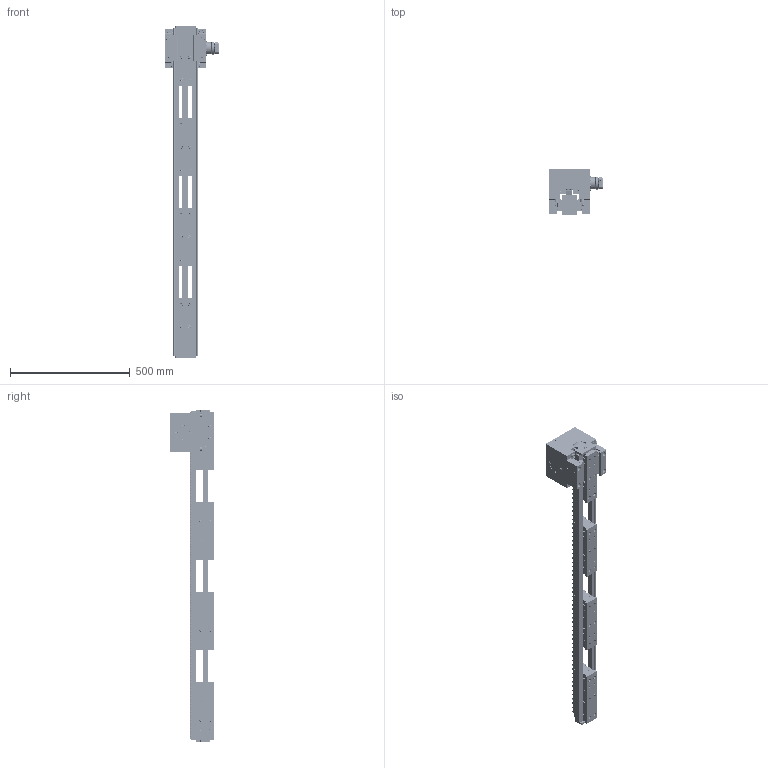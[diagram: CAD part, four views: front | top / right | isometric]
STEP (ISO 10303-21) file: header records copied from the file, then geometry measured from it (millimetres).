
FILE_DESCRIPTION (( 'STEP AP203' ), '1' );
FILE_NAME ('FANGO2504P1F2-06PL010-1360RRGX.STEP', '2022-10-24T12:58:22', ( '' ), ( '' ), 'SwSTEP 2.0', 'SolidWorks 2021', '' );
FILE_SCHEMA (( 'CONFIG_CONTROL_DESIGN' ));
Length unit declared in the file: millimetre
Products named in the file (36): R343706101_Z.stp-1; KWD_025_SLS_CS__PSF_1360; FTS2560.0101; FTS2504.7602; FHCS-M4x0.7 x 12_91294A192; FTS2504.1020; SHCS-M8x1.25 x 45_91290A211; FHCS-M6x1.0 x 20_91294A240; SHCS-M10x1.5 x 60_91290A536; SHCS-M5x0.8 x 16_91290A232; DWL PIN-M10 x 30_91585A889; FTS2504.0200; FTS2504.1010; FTS2560.0100B; FTS2504.7600_Default<As Machined>; KWD_025_SLS_CS_C2_N_SS_0_01_S1_SL_BX_LS (1).stp; 2504.1253; FTS2560-0100A; FANGO2504P1F2-06PL010-1360RRGX; R200120102_Z.stp-1; GAM_PINION_PHGH-20-26-B31-06; SHCS-M4x0.7 x 10_91290A144; SHCS-M6x1.0 x 30_M6X1.0 x 30; RAIL2504M2BB-1360RR; SHCS-M10x1.5 x 35_M10x1.5 x 35; FTS2504.0201; SHCS-M8x1.25_M8x1.25 x 30; APEXDYNA_GEARBOX_AD064-010; SHCS-LOW PROFILE-M5x0.8 x 12mm_93070A123; FTS2560.0000; R341700802_Z.stp-1; R201220131.stp-1; FTS2560.0125; SHCS-M5x0.8 x 25_91290A252; HALO2504P1BB-06PL010RRGX; FTS2504.0202
Assembly tree (237 placements, depth 4):
  FANGO2504P1F2-06PL010-1360RRGX
    HALO2504P1BB-06PL010RRGX
      FTS2504.0200
      FTS2504.0201  x2
      FTS2504.0202  x2
      FTS2504.1020  x2
      FTS2504.1010
      FTS2504.7602
      FTS2504.7600_Default<As Machined>  x2
      KWD_025_SLS_CS_C2_N_SS_0_01_S1_SL_BX_LS (1).stp  x2
        R201220131.stp-1
        R200120102_Z.stp-1
        R341700802_Z.stp-1
        R343706101_Z.stp-1
      GAM_PINION_PHGH-20-26-B31-06
      APEXDYNA_GEARBOX_AD064-010
      SHCS-M6x1.0 x 30_M6X1.0 x 30  x8
      SHCS-M10x1.5 x 35_M10x1.5 x 35  x4
      SHCS-M10x1.5 x 60_91290A536  x4
      DWL PIN-M10 x 30_91585A889  x4
      FHCS-M4x0.7 x 12_91294A192  x22
      SHCS-M4x0.7 x 10_91290A144  x8
      SHCS-M5x0.8 x 16_91290A232  x4
      SHCS-M5x0.8 x 25_91290A252  x4
    RAIL2504M2BB-1360RR
      2504.1253
      FTS2560.0000  x32
      FTS2560.0100B  x2
      FTS2560.0101  x4
      FTS2560.0125  x2
      FTS2560-0100A  x2
      KWD_025_SLS_CS__PSF_1360  x2
      SHCS-M8x1.25_M8x1.25 x 30  x24
      SHCS-LOW PROFILE-M5x0.8 x 12mm_93070A123  x64
      SHCS-M8x1.25 x 45_91290A211  x16
      FHCS-M6x1.0 x 20_91294A240  x4
Bounding box: 226.5 x 186.46 x 1384 mm (x, y, z)
Volume: 8634792.7 mm3; surface area: 1757556.6 mm2
Topology: 227 solids, 310 shells, 8993 faces, 20169 edges, 12017 vertices
Faces by surface type: plane 3702, cone 2461, cylinder 1997, bspline 819, torus 10, sphere 4
Entity records: 139274 total; most frequent: CARTESIAN_POINT 61059, ORIENTED_EDGE 15630, DIRECTION 12052, EDGE_CURVE 7889, VERTEX_POINT 5040, VECTOR 4210, LINE 4210, AXIS2_PLACEMENT_3D 3921
